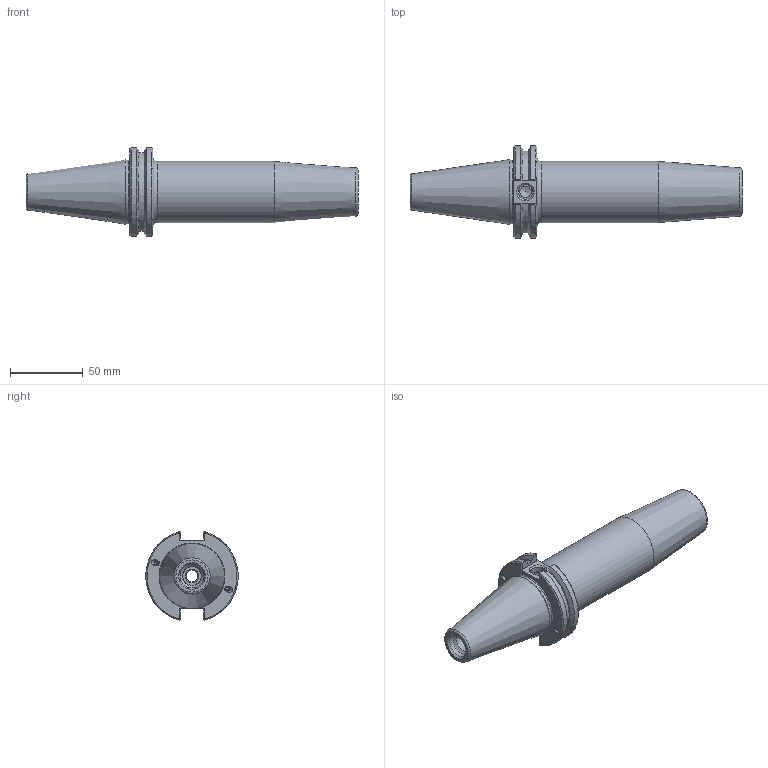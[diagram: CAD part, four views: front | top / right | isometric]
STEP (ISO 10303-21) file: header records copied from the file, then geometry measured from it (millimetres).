
FILE_DESCRIPTION((''),'2;1');
FILE_NAME('INT''C40-M20SF160-9.iam.step','2010-04-23T08:15:58',(''),(''),'Autodesk Inventor 2009','Autodesk Inventor 2009','');
FILE_SCHEMA(('AUTOMOTIVE_DESIGN { 1 0 10303 214 1 1 1 1 }'));
Products named in the file (4): C40-M20SF160-9; C40BC-M20SF160-9-1; 029-965; BS-SFM161-20
Assembly tree (4 placements, depth 2):
  C40-M20SF160-9
    C40BC-M20SF160-9-1
    029-965  x2
    BS-SFM161-20
Bounding box: 228.27 x 63.37 x 61.05 mm (x, y, z)
Volume: 251536.5 mm3; surface area: 47465.9 mm2
Topology: 4 solids, 4 shells, 132 faces, 315 edges, 203 vertices
Faces by surface type: plane 66, cone 25, cylinder 22, bspline 17, torus 2
Full cylindrical faces by diameter (mm): 3.3 x2, 4 x4, 4.1 x2, 4.2 x2, 19.967 x1, 20.729 x1, 42 x1, 43.942 x1
Entity records: 3688 total; most frequent: CARTESIAN_POINT 1074, DIRECTION 486, ORIENTED_EDGE 466, EDGE_CURVE 233, AXIS2_PLACEMENT_3D 190, EDGE_LOOP 170, VERTEX_POINT 169, FACE_OUTER_BOUND 116
